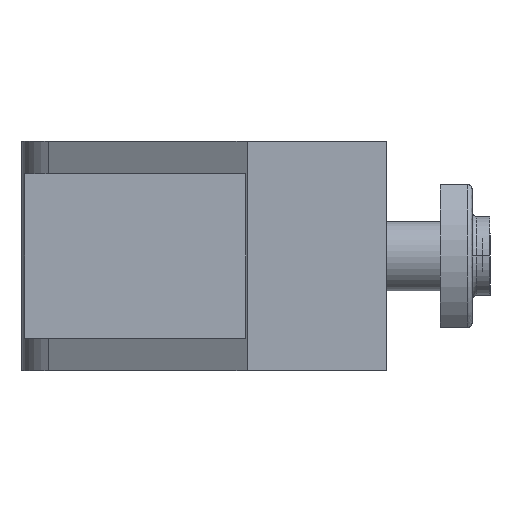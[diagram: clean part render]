
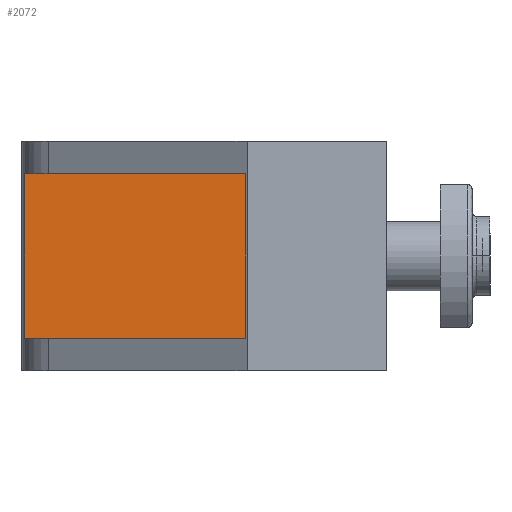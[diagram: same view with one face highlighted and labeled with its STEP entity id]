
A CAD part, left-side view. The second image highlights one B-rep face of the part: STEP entity #2072.
In plain terms, the highlighted planar face has unit normal (-1, 0, 0).
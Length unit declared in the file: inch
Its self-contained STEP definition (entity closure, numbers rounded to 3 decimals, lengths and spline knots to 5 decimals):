
#117 = LINE ( 'NONE', #118, #119 ) ;
#118 = CARTESIAN_POINT ( 'NONE',  ( 0.69, 1.61741, 0.5125 ) ) ;
#119 = VECTOR ( 'NONE', #120, 39.37008 ) ;
#120 = DIRECTION ( 'NONE',  ( 0., 0., 1. ) ) ;
#380 = CARTESIAN_POINT ( 'NONE',  ( 0.69, 0.63, 0.3675 ) ) ;
#499 = LINE ( 'NONE', #500, #501 ) ;
#500 = CARTESIAN_POINT ( 'NONE',  ( 0.69, 0.63, -0.3675 ) ) ;
#501 = VECTOR ( 'NONE', #502, 39.37008 ) ;
#502 = DIRECTION ( 'NONE',  ( 0., 0., -1. ) ) ;
#546 = FACE_OUTER_BOUND ( 'NONE', #2051, .T. ) ;
#547 = PLANE ( 'NONE',  #548 ) ;
#548 = AXIS2_PLACEMENT_3D ( 'NONE', #549, #550, #551 ) ;
#549 = CARTESIAN_POINT ( 'NONE',  ( 0.69, 0.63, -0.3675 ) ) ;
#550 = DIRECTION ( 'NONE',  ( 1., 0., 0. ) ) ;
#551 = DIRECTION ( 'NONE',  ( 0., 0., -1. ) ) ;
#710 = CARTESIAN_POINT ( 'NONE',  ( 0.69, 1.61741, -0.3675 ) ) ;
#1004 = ORIENTED_EDGE ( 'NONE', *, *, #2014, .F. ) ;
#1498 = EDGE_CURVE ( 'NONE', #1819, #1988, #2668, .T. ) ;
#1774 = ORIENTED_EDGE ( 'NONE', *, *, #1498, .T. ) ;
#1819 = VERTEX_POINT ( 'NONE', #380 ) ;
#1837 = EDGE_CURVE ( 'NONE', #1819, #1925, #499, .T. ) ;
#1862 = ORIENTED_EDGE ( 'NONE', *, *, #1837, .F. ) ;
#1925 = VERTEX_POINT ( 'NONE', #2538 ) ;
#1949 = EDGE_CURVE ( 'NONE', #1925, #2097, #2632, .T. ) ;
#1982 = ORIENTED_EDGE ( 'NONE', *, *, #1949, .F. ) ;
#1988 = VERTEX_POINT ( 'NONE', #2897 ) ;
#2014 = EDGE_CURVE ( 'NONE', #2097, #1988, #117, .T. ) ;
#2051 = EDGE_LOOP ( 'NONE', ( #1982, #1862, #1774, #1004 ) ) ;
#2072 = ADVANCED_FACE ( 'NONE', ( #546 ), #547, .F. ) ;
#2097 = VERTEX_POINT ( 'NONE', #710 ) ;
#2538 = CARTESIAN_POINT ( 'NONE',  ( 0.69, 0.63, -0.3675 ) ) ;
#2632 = LINE ( 'NONE', #2633, #2634 ) ;
#2633 = CARTESIAN_POINT ( 'NONE',  ( 0.69, 0.63, -0.3675 ) ) ;
#2634 = VECTOR ( 'NONE', #2635, 39.37008 ) ;
#2635 = DIRECTION ( 'NONE',  ( 0., 1., 0. ) ) ;
#2668 = LINE ( 'NONE', #2669, #2670 ) ;
#2669 = CARTESIAN_POINT ( 'NONE',  ( 0.69, 0.63, 0.3675 ) ) ;
#2670 = VECTOR ( 'NONE', #2671, 39.37008 ) ;
#2671 = DIRECTION ( 'NONE',  ( 0., 1., 0. ) ) ;
#2897 = CARTESIAN_POINT ( 'NONE',  ( 0.69, 1.61741, 0.3675 ) ) ;
